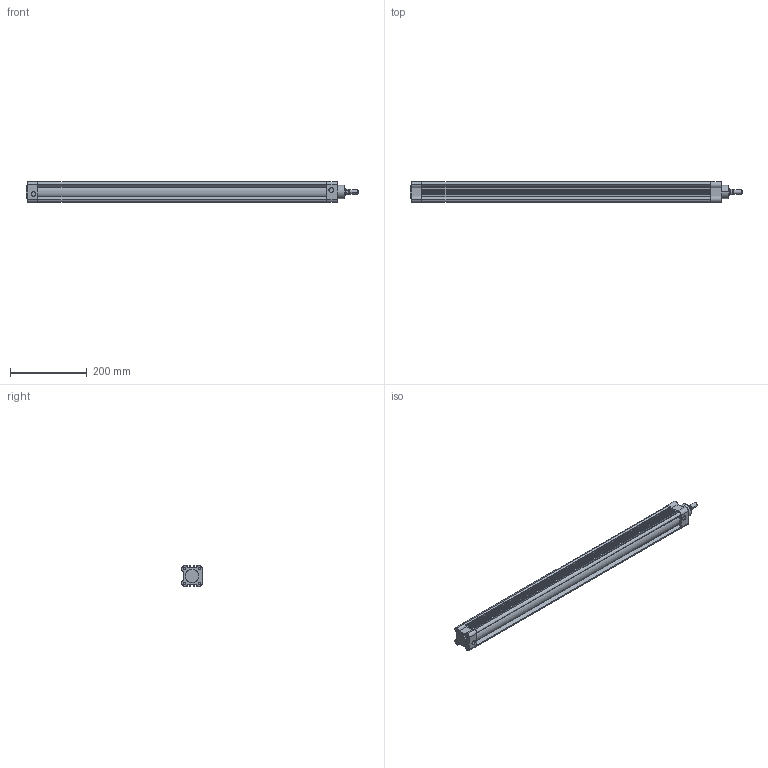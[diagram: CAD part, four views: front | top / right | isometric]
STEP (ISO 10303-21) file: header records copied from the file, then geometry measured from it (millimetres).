
FILE_DESCRIPTION (( 'STEP AP214' ), '1' );
FILE_NAME ('DMC40x700CYLINDER.STEP', '2012-05-16T11:52:53', ( '' ), ( '' ), 'SwSTEP 2.0', 'SolidWorks 2010', '' );
FILE_SCHEMA (( 'AUTOMOTIVE_DESIGN' ));
Length unit declared in the file: millimetre
Products named in the file (5): DMC 40 ARKA KAPAK; DMC  40  BORU; DMC  40 烰 KAPAK; DMC 40 M尳; DMC40x700CYLINDER
Assembly tree (4 placements, depth 2):
  DMC40x700CYLINDER
    DMC 40 M尳
    DMC  40  BORU
    DMC 40 ARKA KAPAK
    DMC  40 烰 KAPAK
Bounding box: 863 x 54 x 54 mm (x, y, z)
Volume: 948487.5 mm3; surface area: 451656.2 mm2
Topology: 4 solids, 4 shells, 228 faces, 576 edges, 372 vertices
Faces by surface type: cylinder 102, plane 90, cone 26, torus 10
Entity records: 7390 total; most frequent: DIRECTION 1276, CARTESIAN_POINT 1255, ORIENTED_EDGE 1152, EDGE_CURVE 576, AXIS2_PLACEMENT_3D 481, VERTEX_POINT 372, VECTOR 314, LINE 314
